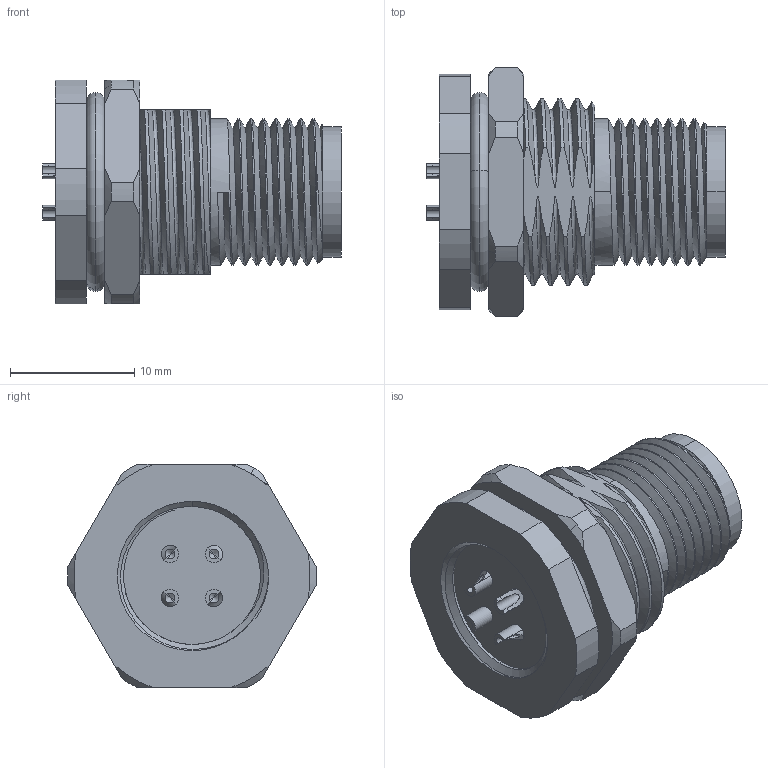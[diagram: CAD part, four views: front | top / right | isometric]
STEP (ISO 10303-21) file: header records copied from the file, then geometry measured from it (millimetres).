
FILE_DESCRIPTION (( 'STEP AP203' ), '1' );
FILE_NAME ('54-00370revA.STEP', '2023-02-16T15:40:52', ( '' ), ( '' ), 'SwSTEP 2.0', 'SolidWorks 2021', '' );
FILE_SCHEMA (( 'CONFIG_CONTROL_DESIGN' ));
Length unit declared in the file: millimetre
Products named in the file (6): 54-00370-05___; 54-00370-01___; 54-00370revA; 54-00370-03___; 54-00370-02; 54-00370-04___
Assembly tree (8 placements, depth 2):
  54-00370revA
    54-00370-01___
    54-00370-02
    54-00370-03___  x4
    54-00370-04___
    54-00370-05___
Bounding box: 24 x 19.99 x 18 mm (x, y, z)
Volume: 3033 mm3; surface area: 5272.1 mm2
Topology: 8 solids, 8 shells, 337 faces, 842 edges, 535 vertices
Faces by surface type: cylinder 135, plane 70, cone 59, bspline 45, torus 20, sphere 8
Entity records: 22495 total; most frequent: CARTESIAN_POINT 16232, ORIENTED_EDGE 1308, DIRECTION 1011, EDGE_CURVE 654, VERTEX_POINT 427, AXIS2_PLACEMENT_3D 400, EDGE_LOOP 277, FACE_OUTER_BOUND 250
